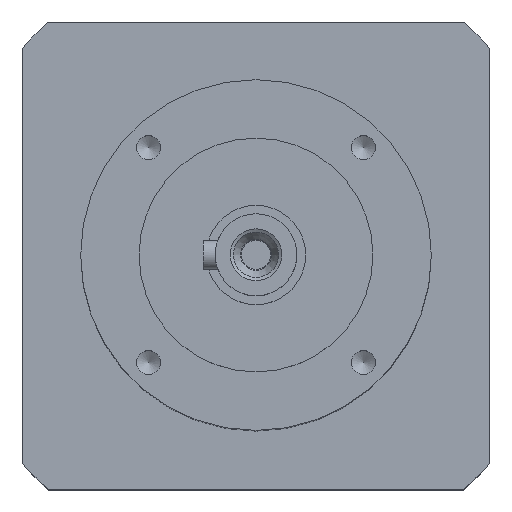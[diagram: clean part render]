
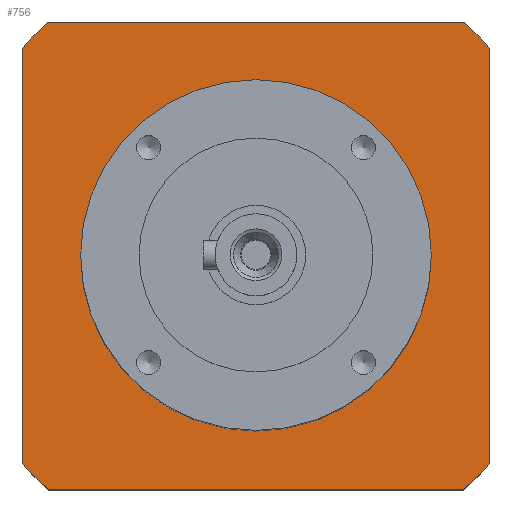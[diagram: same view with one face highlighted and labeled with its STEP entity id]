
A CAD part, top view. The second image highlights one B-rep face of the part: STEP entity #756.
In plain terms, the highlighted planar face has unit normal (0, 0, 1).
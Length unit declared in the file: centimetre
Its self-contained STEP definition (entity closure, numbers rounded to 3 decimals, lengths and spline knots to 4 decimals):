
#28=LINE('',#1534,#52);
#32=LINE('',#1546,#56);
#36=LINE('',#1558,#60);
#40=LINE('',#1569,#64);
#52=VECTOR('',#1027,7.1056);
#56=VECTOR('',#1039,7.1056);
#60=VECTOR('',#1051,7.1056);
#64=VECTOR('',#1063,7.1056);
#114=FACE_BOUND('',#263,.T.);
#183=FACE_OUTER_BOUND('',#262,.T.);
#262=EDGE_LOOP('',(#590,#591,#592,#593,#594,#595,#596,#597));
#263=EDGE_LOOP('',(#598));
#308=CIRCLE('',#808,0.7);
#324=CIRCLE('',#839,5.35);
#326=CIRCLE('',#843,5.35);
#328=CIRCLE('',#847,5.35);
#330=CIRCLE('',#851,5.35);
#364=VERTEX_POINT('',#1477);
#380=VERTEX_POINT('',#1524);
#381=VERTEX_POINT('',#1525);
#384=VERTEX_POINT('',#1533);
#386=VERTEX_POINT('',#1539);
#388=VERTEX_POINT('',#1545);
#390=VERTEX_POINT('',#1551);
#392=VERTEX_POINT('',#1557);
#394=VERTEX_POINT('',#1563);
#432=EDGE_CURVE('',#364,#364,#308,.T.);
#448=EDGE_CURVE('',#380,#381,#324,.T.);
#452=EDGE_CURVE('',#381,#384,#28,.T.);
#455=EDGE_CURVE('',#384,#386,#326,.T.);
#458=EDGE_CURVE('',#386,#388,#32,.T.);
#461=EDGE_CURVE('',#388,#390,#328,.T.);
#464=EDGE_CURVE('',#390,#392,#36,.T.);
#467=EDGE_CURVE('',#392,#394,#330,.T.);
#470=EDGE_CURVE('',#394,#380,#40,.T.);
#590=ORIENTED_EDGE('',*,*,#448,.F.);
#591=ORIENTED_EDGE('',*,*,#470,.F.);
#592=ORIENTED_EDGE('',*,*,#467,.F.);
#593=ORIENTED_EDGE('',*,*,#464,.F.);
#594=ORIENTED_EDGE('',*,*,#461,.F.);
#595=ORIENTED_EDGE('',*,*,#458,.F.);
#596=ORIENTED_EDGE('',*,*,#455,.F.);
#597=ORIENTED_EDGE('',*,*,#452,.F.);
#598=ORIENTED_EDGE('',*,*,#432,.T.);
#651=PLANE('',#854);
#756=ADVANCED_FACE('',(#183,#114),#651,.T.);
#808=AXIS2_PLACEMENT_3D('',#1478,#957,#958);
#839=AXIS2_PLACEMENT_3D('',#1526,#1019,#1020);
#843=AXIS2_PLACEMENT_3D('',#1540,#1032,#1033);
#847=AXIS2_PLACEMENT_3D('',#1552,#1044,#1045);
#851=AXIS2_PLACEMENT_3D('',#1564,#1056,#1057);
#854=AXIS2_PLACEMENT_3D('',#1571,#1065,#1066);
#957=DIRECTION('center_axis',(0.,0.,
-1.));
#958=DIRECTION('ref_axis',(1.,0.,0.));
#1019=DIRECTION('center_axis',(0.,0.,
-1.));
#1020=DIRECTION('ref_axis',(-0.748,-0.664,0.));
#1027=DIRECTION('',(0.,-1.,0.));
#1032=DIRECTION('center_axis',(0.,0.,
-1.));
#1033=DIRECTION('ref_axis',(-0.664,0.748,0.));
#1039=DIRECTION('',(-1.,0.,0.));
#1044=DIRECTION('center_axis',(0.,0.,
-1.));
#1045=DIRECTION('ref_axis',(0.748,0.664,0.));
#1051=DIRECTION('',(0.,1.,0.));
#1056=DIRECTION('center_axis',(0.,0.,
-1.));
#1057=DIRECTION('ref_axis',(0.664,-0.748,0.));
#1063=DIRECTION('',(1.,0.,0.));
#1065=DIRECTION('center_axis',(0.,0.,
1.));
#1066=DIRECTION('ref_axis',(1.,0.,0.));
#1477=CARTESIAN_POINT('',(-0.7,0.,-2.5));
#1478=CARTESIAN_POINT('Origin',(0.,0.,
-2.5));
#1524=CARTESIAN_POINT('',(3.5528,4.,-2.5));
#1525=CARTESIAN_POINT('',(4.,3.5528,-2.5));
#1526=CARTESIAN_POINT('Origin',(0.,0.,
-2.5));
#1533=CARTESIAN_POINT('',(4.,-3.5528,-2.5));
#1534=CARTESIAN_POINT('',(4.,3.5528,-2.5));
#1539=CARTESIAN_POINT('',(3.5528,-4.,-2.5));
#1540=CARTESIAN_POINT('Origin',(0.,0.,
-2.5));
#1545=CARTESIAN_POINT('',(-3.5528,-4.,-2.5));
#1546=CARTESIAN_POINT('',(3.5528,-4.,-2.5));
#1551=CARTESIAN_POINT('',(-4.,-3.5528,-2.5));
#1552=CARTESIAN_POINT('Origin',(0.,0.,
-2.5));
#1557=CARTESIAN_POINT('',(-4.,3.5528,-2.5));
#1558=CARTESIAN_POINT('',(-4.,-3.5528,-2.5));
#1563=CARTESIAN_POINT('',(-3.5528,4.,-2.5));
#1564=CARTESIAN_POINT('Origin',(0.,0.,
-2.5));
#1569=CARTESIAN_POINT('',(-3.5528,4.,-2.5));
#1571=CARTESIAN_POINT('Origin',(0.,0.,
-2.5));
